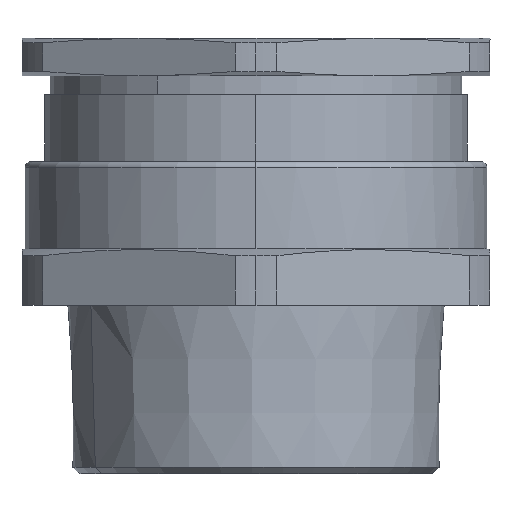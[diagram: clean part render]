
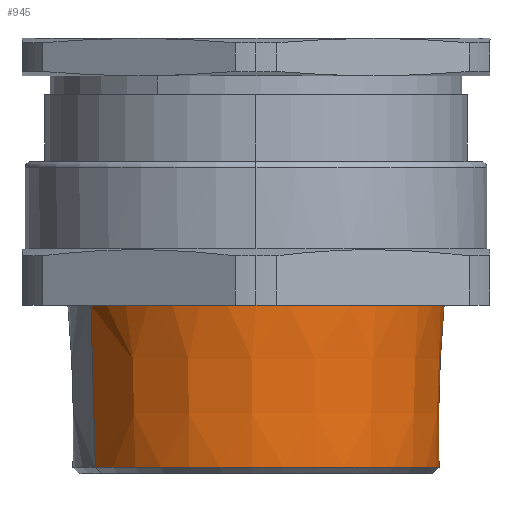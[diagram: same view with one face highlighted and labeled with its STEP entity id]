
A CAD part, front view. The second image highlights one B-rep face of the part: STEP entity #945.
In plain terms, the highlighted conical face has half-angle 1.78 degrees and reference radius 29.311 mm.
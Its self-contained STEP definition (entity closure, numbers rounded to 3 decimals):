
#712=AXIS2_PLACEMENT_3D('Circle Axis2P3D',#710,#711,$) ;
#719=AXIS2_PLACEMENT_3D('Circle Axis2P3D',#717,#718,$) ;
#917=AXIS2_PLACEMENT_3D('Cone Axis2P3D',#914,#915,#916) ;
#935=AXIS2_PLACEMENT_3D('Circle Axis2P3D',#933,#934,$) ;
#705=CARTESIAN_POINT('Vertex',(11.041,27.045,27.)) ;
#710=CARTESIAN_POINT('Axis2P3D Location',(37.5,41.5,27.)) ;
#714=CARTESIAN_POINT('Vertex',(37.5,11.35,27.)) ;
#717=CARTESIAN_POINT('Axis2P3D Location',(37.5,41.5,27.)) ;
#721=CARTESIAN_POINT('Vertex',(63.959,55.955,27.)) ;
#914=CARTESIAN_POINT('Axis2P3D Location',(37.5,41.5,0.)) ;
#919=CARTESIAN_POINT('Line Origine',(63.591,55.754,13.5)) ;
#923=CARTESIAN_POINT('Vertex',(63.25,55.567,1.)) ;
#926=CARTESIAN_POINT('Line Origine',(11.409,27.246,13.5)) ;
#930=CARTESIAN_POINT('Vertex',(11.75,27.433,1.)) ;
#933=CARTESIAN_POINT('Axis2P3D Location',(37.5,41.5,1.)) ;
#711=DIRECTION('Axis2P3D Direction',(0.,0.,-1.)) ;
#718=DIRECTION('Axis2P3D Direction',(0.,0.,-1.)) ;
#915=DIRECTION('Axis2P3D Direction',(0.,0.,1.)) ;
#916=DIRECTION('Axis2P3D XDirection',(0.878,0.479,0.)) ;
#920=DIRECTION('Vector Direction',(0.027,0.015,1.)) ;
#927=DIRECTION('Vector Direction',(-0.027,-0.015,1.)) ;
#934=DIRECTION('Axis2P3D Direction',(0.,0.,1.)) ;
#921=VECTOR('Line Direction',#920,1.) ;
#928=VECTOR('Line Direction',#927,1.) ;
#939=ORIENTED_EDGE('',*,*,#925,.T.) ;
#940=ORIENTED_EDGE('',*,*,#723,.T.) ;
#941=ORIENTED_EDGE('',*,*,#716,.T.) ;
#942=ORIENTED_EDGE('',*,*,#932,.F.) ;
#943=ORIENTED_EDGE('',*,*,#937,.T.) ;
#945=ADVANCED_FACE('PartBody',(#944),#918,.T.) ;
#713=CIRCLE('generated circle',#712,30.15) ;
#720=CIRCLE('generated circle',#719,30.15) ;
#936=CIRCLE('generated circle',#935,29.342) ;
#918=CONICAL_SURFACE('Cone',#917,29.311,0.031) ;
#716=EDGE_CURVE('',#715,#706,#713,.T.) ;
#723=EDGE_CURVE('',#722,#715,#720,.T.) ;
#925=EDGE_CURVE('',#924,#722,#922,.T.) ;
#932=EDGE_CURVE('',#931,#706,#929,.T.) ;
#937=EDGE_CURVE('',#931,#924,#936,.T.) ;
#938=EDGE_LOOP('',(#939,#940,#941,#942,#943)) ;
#944=FACE_OUTER_BOUND('',#938,.T.) ;
#922=LINE('Line',#919,#921) ;
#929=LINE('Line',#926,#928) ;
#706=VERTEX_POINT('',#705) ;
#715=VERTEX_POINT('',#714) ;
#722=VERTEX_POINT('',#721) ;
#924=VERTEX_POINT('',#923) ;
#931=VERTEX_POINT('',#930) ;
